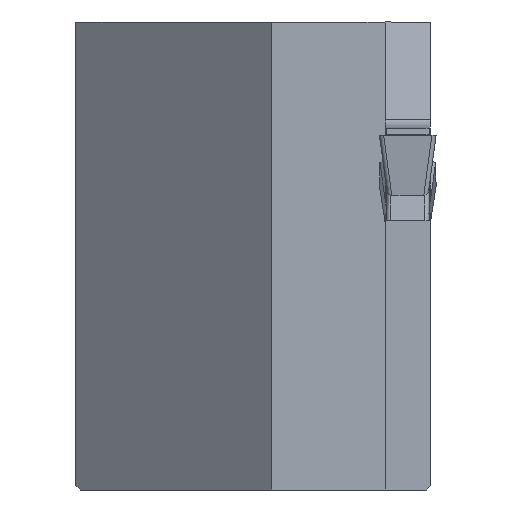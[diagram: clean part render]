
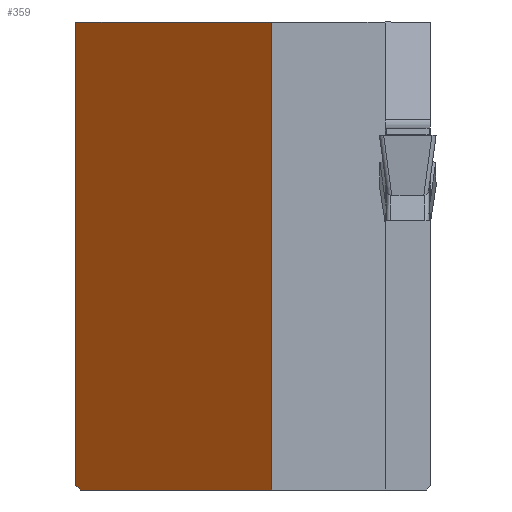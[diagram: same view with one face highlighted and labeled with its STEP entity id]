
A CAD part, left-side view. The second image highlights one B-rep face of the part: STEP entity #359.
In plain terms, the highlighted planar face has unit normal (-0.766, 0.643, 0).
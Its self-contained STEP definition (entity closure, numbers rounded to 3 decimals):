
#359=ADVANCED_FACE('',(#469),#424,.F.);
#424=PLANE('',#1491);
#469=FACE_OUTER_BOUND('',#534,.T.);
#534=EDGE_LOOP('',(#927,#928,#929,#930,#931));
#594=LINE('',#1942,#715);
#601=LINE('',#1958,#722);
#609=LINE('',#1974,#730);
#617=LINE('',#1989,#738);
#635=LINE('',#2027,#756);
#715=VECTOR('',#1599,1.);
#722=VECTOR('',#1610,1.);
#730=VECTOR('',#1624,1.);
#738=VECTOR('',#1636,1.);
#756=VECTOR('',#1684,1.);
#927=ORIENTED_EDGE('',*,*,#1319,.F.);
#928=ORIENTED_EDGE('',*,*,#1339,.F.);
#929=ORIENTED_EDGE('',*,*,#1295,.F.);
#930=ORIENTED_EDGE('',*,*,#1303,.F.);
#931=ORIENTED_EDGE('',*,*,#1311,.F.);
#1184=VERTEX_POINT('',#1941);
#1185=VERTEX_POINT('',#1943);
#1191=VERTEX_POINT('',#1957);
#1195=VERTEX_POINT('',#1972);
#1201=VERTEX_POINT('',#1988);
#1295=EDGE_CURVE('',#1184,#1185,#594,.T.);
#1303=EDGE_CURVE('',#1191,#1184,#601,.T.);
#1311=EDGE_CURVE('',#1195,#1191,#609,.T.);
#1319=EDGE_CURVE('',#1201,#1195,#617,.T.);
#1339=EDGE_CURVE('',#1185,#1201,#635,.T.);
#1491=AXIS2_PLACEMENT_3D('',#2029,#1687,#1688);
#1599=DIRECTION('',(-0.643,-0.766,0.));
#1610=DIRECTION('',(0.,0.,1.));
#1624=DIRECTION('',(0.51,0.608,0.608));
#1636=DIRECTION('',(0.643,0.766,0.));
#1684=DIRECTION('',(0.,0.,-1.));
#1687=DIRECTION('',(0.766,-0.643,0.));
#1688=DIRECTION('',(0.643,0.766,0.));
#1941=CARTESIAN_POINT('',(29.58,0.,8.));
#1942=CARTESIAN_POINT('',(18.,-13.8,8.));
#1943=CARTESIAN_POINT('',(18.,-13.8,8.));
#1957=CARTESIAN_POINT('',(29.58,0.,-24.7));
#1958=CARTESIAN_POINT('',(29.58,0.,-27.));
#1972=CARTESIAN_POINT('',(29.328,-0.3,-25.));
#1974=CARTESIAN_POINT('',(21.569,-9.547,-34.247));
#1988=CARTESIAN_POINT('',(18.,-13.8,-25.));
#1989=CARTESIAN_POINT('',(18.,-13.8,-25.));
#2027=CARTESIAN_POINT('',(18.,-13.8,-27.));
#2029=CARTESIAN_POINT('',(18.,-13.8,-27.));
